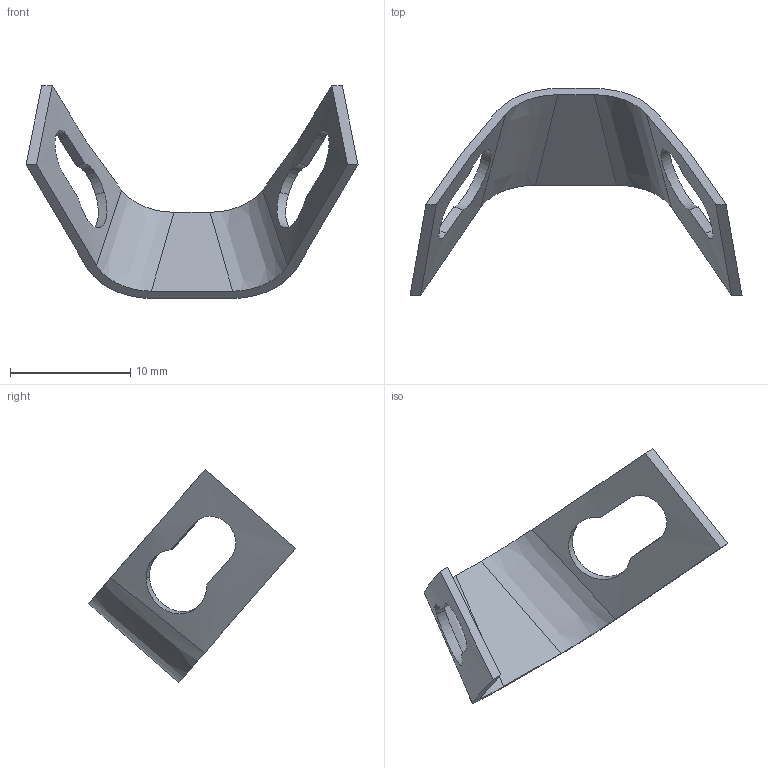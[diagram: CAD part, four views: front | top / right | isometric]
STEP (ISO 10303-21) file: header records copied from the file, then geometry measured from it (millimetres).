
FILE_DESCRIPTION(('CATIA V5 STEP Exchange','CAx-IF Rec.Pracs.--- Model Styling and Organization---1.4--- 2014-01-23','CAx-IF Rec.Pracs.---3D Tessellated Data Validation Properties---0.5---2014-09-14'),'2;1');
FILE_NAME('493-01-01.stp','2020-03-31T19:35:09+00:00',('none'),('none'),'CATIA Version 5-6 Release 2018 SP2','CATIA V5 STEP AP242','none');
FILE_SCHEMA(('AP242_MANAGED_MODEL_BASED_3D_ENGINEERING_MIM_LF {1 0 10303 442 1 1 4}'));
Length unit declared in the file: millimetre
Products named in the file (1): 493-01-01
Bounding box: 27.65 x 17.26 x 17.73 mm (x, y, z)
Volume: 273.7 mm3; surface area: 810.8 mm2
Topology: 1 solids, 1 shells, 24 faces, 66 edges, 44 vertices
Faces by surface type: plane 10, bspline 8, cylinder 6
Entity records: 1495 total; most frequent: CARTESIAN_POINT 971, ORIENTED_EDGE 132, EDGE_CURVE 66, DIRECTION 50, B_SPLINE_CURVE_WITH_KNOTS 48, VERTEX_POINT 44, EDGE_LOOP 28, ADVANCED_FACE 24
